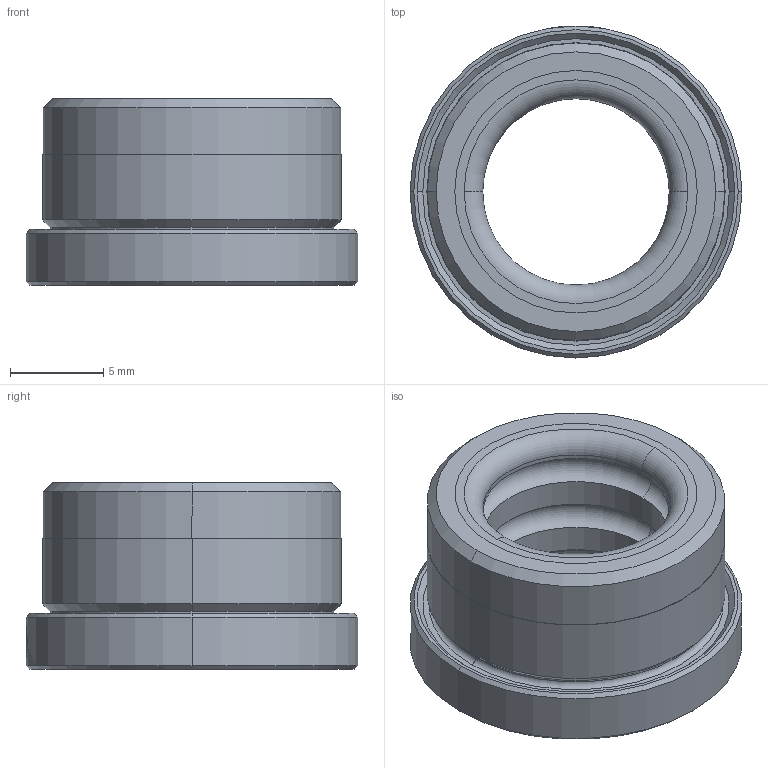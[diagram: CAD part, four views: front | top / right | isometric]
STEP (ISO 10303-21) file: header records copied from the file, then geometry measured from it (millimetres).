
FILE_DESCRIPTION (( 'STEP AP214' ), '1' );
FILE_NAME ('SGFZ-D16-d10-10.STEP', '2021-07-31T07:16:08', ( 'User' ), ( 'china' ), 'SwSTEP 2.0', 'SolidWorks 2016', '' );
FILE_SCHEMA (( 'AUTOMOTIVE_DESIGN' ));
Length unit declared in the file: millimetre
Products named in the file (3): SGFZ-D16-D10-10肣杶; SGFZ-D16-D10-10詩杶; SGFZ-D16-d10-10
Assembly tree (2 placements, depth 2):
  SGFZ-D16-d10-10
    SGFZ-D16-D10-10詩杶
    SGFZ-D16-D10-10肣杶
Bounding box: 17.8 x 17.8 x 10 mm (x, y, z)
Volume: 1244.8 mm3; surface area: 2070.2 mm2
Topology: 2 solids, 2 shells, 69 faces, 152 edges, 92 vertices
Faces by surface type: cylinder 32, plane 15, torus 12, cone 10
Entity records: 2160 total; most frequent: CARTESIAN_POINT 518, DIRECTION 348, ORIENTED_EDGE 304, EDGE_CURVE 152, AXIS2_PLACEMENT_3D 146, VERTEX_POINT 92, EDGE_LOOP 78, CIRCLE 72
